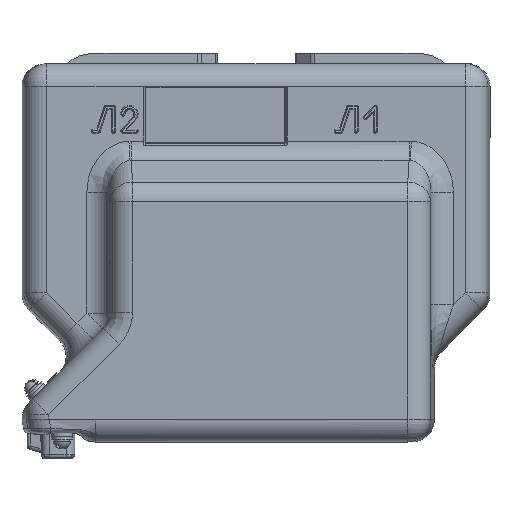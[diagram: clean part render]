
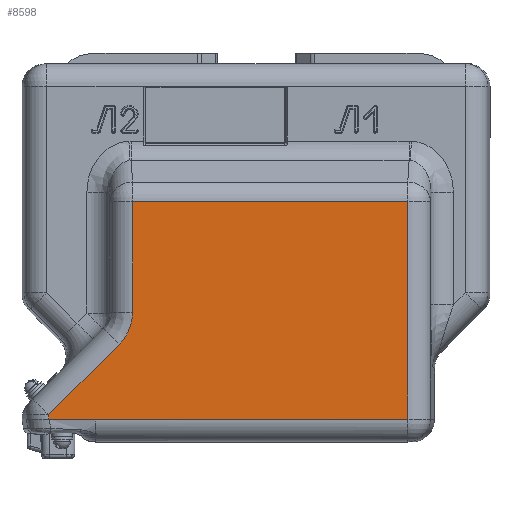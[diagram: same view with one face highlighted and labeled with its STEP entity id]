
A CAD part, top view. The second image highlights one B-rep face of the part: STEP entity #8598.
In plain terms, the highlighted planar face has unit normal (0, 0, 1).
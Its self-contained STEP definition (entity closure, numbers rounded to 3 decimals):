
#682 = VECTOR ( 'NONE', #16719, 1000. ) ;
#923 = LINE ( 'NONE', #15295, #682 ) ;
#2300 =( BOUNDED_CURVE ( )  B_SPLINE_CURVE ( 3, ( #6282, #6278, #6277, #6276 ),
 .UNSPECIFIED., .F., .T. ) 
 B_SPLINE_CURVE_WITH_KNOTS ( ( 4, 4 ),
 ( 1.571, 2.357 ),
 .UNSPECIFIED. ) 
 CURVE ( )  GEOMETRIC_REPRESENTATION_ITEM ( )  RATIONAL_B_SPLINE_CURVE ( ( 1., 0.949, 0.949, 1. ) ) 
 REPRESENTATION_ITEM ( '' )  );
#3217 = DIRECTION ( 'NONE',  ( 1., 0., 0. ) ) ;
#3219 = DIRECTION ( 'NONE',  ( 0., 0., 1. ) ) ;
#3224 = PLANE ( 'NONE',  #5627 ) ;
#3231 = CARTESIAN_POINT ( 'NONE',  ( -85., 0., 82.5 ) ) ;
#5627 = AXIS2_PLACEMENT_3D ( 'NONE', #3231, #3219, #3217 ) ;
#6276 = CARTESIAN_POINT ( 'NONE',  ( -71.241, 74.544, 82.5 ) ) ;
#6277 = CARTESIAN_POINT ( 'NONE',  ( -71.241, 67.546, 82.5 ) ) ;
#6278 = CARTESIAN_POINT ( 'NONE',  ( -73.921, 61.079, 82.5 ) ) ;
#6282 = CARTESIAN_POINT ( 'NONE',  ( -78.872, 56.128, 82.5 ) ) ;
#6287 = DIRECTION ( 'NONE',  ( 0., -1., 0. ) ) ;
#6299 = CARTESIAN_POINT ( 'NONE',  ( -71.241, 69.59, 82.5 ) ) ;
#6305 = DIRECTION ( 'NONE',  ( -1., 0., 0. ) ) ;
#6323 = CARTESIAN_POINT ( 'NONE',  ( -83.795, 138.494, 82.5 ) ) ;
#6346 = DIRECTION ( 'NONE',  ( 0., 1., 0. ) ) ;
#6348 = CARTESIAN_POINT ( 'NONE',  ( 87.565, 146., 82.5 ) ) ;
#6936 = DIRECTION ( 'NONE',  ( 0., -1., 0. ) ) ;
#6947 = CARTESIAN_POINT ( 'NONE',  ( -119.565, 13., 82.5 ) ) ;
#8223 = CARTESIAN_POINT ( 'NONE',  ( 87.565, 13., 82.5 ) ) ;
#8288 = CARTESIAN_POINT ( 'NONE',  ( -71.241, 74.544, 82.5 ) ) ;
#8327 = CARTESIAN_POINT ( 'NONE',  ( -119.565, 15.435, 82.5 ) ) ;
#8328 = CARTESIAN_POINT ( 'NONE',  ( -119.565, 13., 82.499 ) ) ;
#8348 = CARTESIAN_POINT ( 'NONE',  ( -78.872, 56.128, 82.5 ) ) ;
#8367 = CARTESIAN_POINT ( 'NONE',  ( -71.241, 138.494, 82.5 ) ) ;
#8377 = CARTESIAN_POINT ( 'NONE',  ( 87.565, 138.494, 82.5 ) ) ;
#8598 = ADVANCED_FACE ( 'NONE', ( #30971 ), #3224, .T. ) ;
#10466 = EDGE_LOOP ( 'NONE', ( #28543, #28545, #28547, #28548, #28550, #28552, #28554, #28556, #28558 ) ) ;
#13074 = VERTEX_POINT ( 'NONE', #32538 ) ;
#13202 = VERTEX_POINT ( 'NONE', #26437 ) ;
#14377 = VERTEX_POINT ( 'NONE', #8377 ) ;
#14385 = VERTEX_POINT ( 'NONE', #8367 ) ;
#14400 = VERTEX_POINT ( 'NONE', #8348 ) ;
#14416 = VERTEX_POINT ( 'NONE', #8328 ) ;
#14417 = VERTEX_POINT ( 'NONE', #8327 ) ;
#14453 = VERTEX_POINT ( 'NONE', #8288 ) ;
#14513 = VERTEX_POINT ( 'NONE', #8223 ) ;
#15295 = CARTESIAN_POINT ( 'NONE',  ( -122.927, 12.073, 82.5 ) ) ;
#15328 = CARTESIAN_POINT ( 'NONE',  ( 87.565, 13., 82.5 ) ) ;
#15329 = CARTESIAN_POINT ( 'NONE',  ( 27.505, 13., 82.5 ) ) ;
#15334 = CARTESIAN_POINT ( 'NONE',  ( -92.615, 13., 82.5 ) ) ;
#15343 = CARTESIAN_POINT ( 'NONE',  ( -32.555, 13., 82.5 ) ) ;
#15365 = CARTESIAN_POINT ( 'NONE',  ( -92.615, 13., 82.5 ) ) ;
#15366 = CARTESIAN_POINT ( 'NONE',  ( -101.532, 13., 82.5 ) ) ;
#15386 = CARTESIAN_POINT ( 'NONE',  ( -110.448, 13., 82.5 ) ) ;
#15389 = CARTESIAN_POINT ( 'NONE',  ( -119.364, 13., 82.5 ) ) ;
#15609 = CARTESIAN_POINT ( 'NONE',  ( -119.431, 13., 82.5 ) ) ;
#15631 = CARTESIAN_POINT ( 'NONE',  ( -119.498, 13., 82.5 ) ) ;
#15711 = CARTESIAN_POINT ( 'NONE',  ( -119.364, 13., 82.5 ) ) ;
#15970 = CARTESIAN_POINT ( 'NONE',  ( -119.565, 13., 82.499 ) ) ;
#16719 = DIRECTION ( 'NONE',  ( -0.707, -0.707, 0. ) ) ;
#21588 = B_SPLINE_CURVE_WITH_KNOTS ( 'NONE', 3,
 ( #15389, #15386, #15366, #15365 ),
 .UNSPECIFIED., .F., .F.,
 ( 4, 4 ),
 ( 0.001, 0.13 ),
 .UNSPECIFIED. ) ;
#21601 = B_SPLINE_CURVE_WITH_KNOTS ( 'NONE', 3,
 ( #15334, #15343, #15329, #15328 ),
 .UNSPECIFIED., .F., .F.,
 ( 4, 4 ),
 ( 0.13, 1. ),
 .UNSPECIFIED. ) ;
#21650 = B_SPLINE_CURVE_WITH_KNOTS ( 'NONE', 3,
 ( #15970, #15631, #15609, #15711 ),
 .UNSPECIFIED., .F., .F.,
 ( 4, 4 ),
 ( 0., 0.001 ),
 .UNSPECIFIED. ) ;
#22118 = LINE ( 'NONE', #6947, #22142 ) ;
#22142 = VECTOR ( 'NONE', #6936, 1000. ) ;
#22288 = EDGE_CURVE ( 'NONE', #14417, #14416, #22118, .T. ) ;
#22529 = EDGE_CURVE ( 'NONE', #14513, #14377, #34761, .T. ) ;
#22555 = EDGE_CURVE ( 'NONE', #14377, #14385, #34746, .T. ) ;
#22563 = EDGE_CURVE ( 'NONE', #14385, #14453, #34742, .T. ) ;
#22569 = EDGE_CURVE ( 'NONE', #14400, #14453, #2300, .T. ) ;
#24258 = EDGE_CURVE ( 'NONE', #13074, #13202, #21588, .T. ) ;
#24276 = EDGE_CURVE ( 'NONE', #13202, #14513, #21601, .T. ) ;
#24309 = EDGE_CURVE ( 'NONE', #14400, #14417, #923, .T. ) ;
#24327 = EDGE_CURVE ( 'NONE', #14416, #13074, #21650, .T. ) ;
#26437 = CARTESIAN_POINT ( 'NONE',  ( -92.615, 13., 82.5 ) ) ;
#28543 = ORIENTED_EDGE ( 'NONE', *, *, #24309, .T. ) ;
#28545 = ORIENTED_EDGE ( 'NONE', *, *, #22288, .T. ) ;
#28547 = ORIENTED_EDGE ( 'NONE', *, *, #24327, .T. ) ;
#28548 = ORIENTED_EDGE ( 'NONE', *, *, #24258, .T. ) ;
#28550 = ORIENTED_EDGE ( 'NONE', *, *, #24276, .T. ) ;
#28552 = ORIENTED_EDGE ( 'NONE', *, *, #22529, .T. ) ;
#28554 = ORIENTED_EDGE ( 'NONE', *, *, #22555, .T. ) ;
#28556 = ORIENTED_EDGE ( 'NONE', *, *, #22563, .T. ) ;
#28558 = ORIENTED_EDGE ( 'NONE', *, *, #22569, .F. ) ;
#30971 = FACE_OUTER_BOUND ( 'NONE', #10466, .T. ) ;
#32538 = CARTESIAN_POINT ( 'NONE',  ( -119.364, 13., 82.5 ) ) ;
#34742 = LINE ( 'NONE', #6299, #34753 ) ;
#34746 = LINE ( 'NONE', #6323, #34752 ) ;
#34752 = VECTOR ( 'NONE', #6305, 1000. ) ;
#34753 = VECTOR ( 'NONE', #6287, 1000. ) ;
#34760 = VECTOR ( 'NONE', #6346, 1000. ) ;
#34761 = LINE ( 'NONE', #6348, #34760 ) ;
